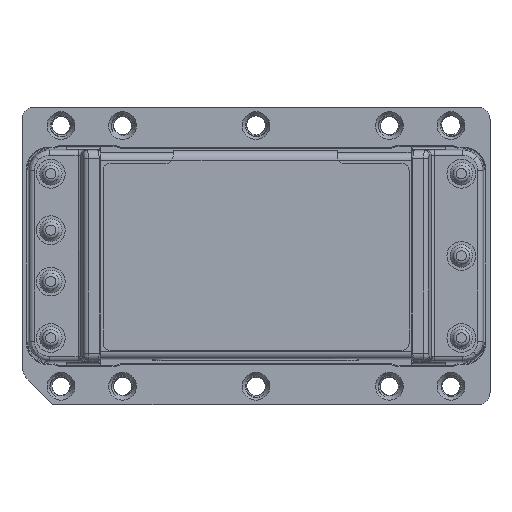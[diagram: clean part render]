
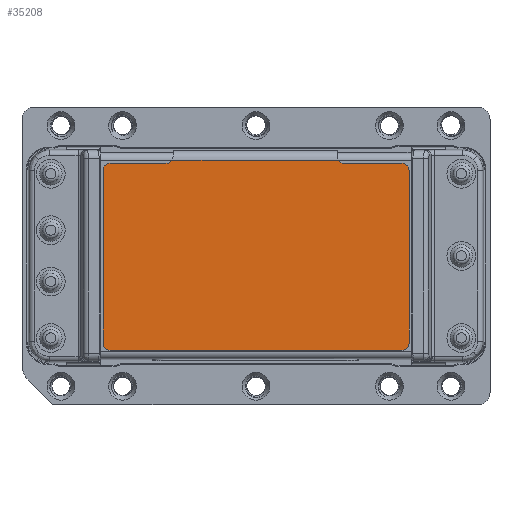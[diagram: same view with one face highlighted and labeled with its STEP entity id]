
A CAD part, top view. The second image highlights one B-rep face of the part: STEP entity #35208.
In plain terms, the highlighted planar face has unit normal (0, 0, 1).
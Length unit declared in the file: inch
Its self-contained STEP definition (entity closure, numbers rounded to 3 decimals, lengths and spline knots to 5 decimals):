
#34605 = EDGE_CURVE ( 'NONE', #34616, #34637, #36272, .T. ) ;
#34616 = VERTEX_POINT ( 'NONE', #36328 ) ;
#34637 = VERTEX_POINT ( 'NONE', #36432 ) ;
#34664 = EDGE_CURVE ( 'NONE', #34714, #34616, #36405, .T. ) ;
#34706 = EDGE_CURVE ( 'NONE', #34715, #34708, #36575, .T. ) ;
#34708 = VERTEX_POINT ( 'NONE', #36529 ) ;
#34714 = VERTEX_POINT ( 'NONE', #36618 ) ;
#34715 = VERTEX_POINT ( 'NONE', #36572 ) ;
#34746 = VERTEX_POINT ( 'NONE', #36592 ) ;
#34815 = EDGE_CURVE ( 'NONE', #34746, #34714, #36458, .T. ) ;
#35012 = VERTEX_POINT ( 'NONE', #37582 ) ;
#35025 = EDGE_CURVE ( 'NONE', #35161, #35073, #37760, .T. ) ;
#35071 = EDGE_CURVE ( 'NONE', #35073, #35012, #37825, .T. ) ;
#35073 = VERTEX_POINT ( 'NONE', #37867 ) ;
#35107 = EDGE_CURVE ( 'NONE', #34708, #35161, #38014, .T. ) ;
#35132 = ORIENTED_EDGE ( 'NONE', *, *, #35254, .T. ) ;
#35161 = VERTEX_POINT ( 'NONE', #38142 ) ;
#35197 = ORIENTED_EDGE ( 'NONE', *, *, #34706, .T. ) ;
#35208 = ADVANCED_FACE ( 'NONE', ( #38394 ), #38499, .T. ) ;
#35210 = ORIENTED_EDGE ( 'NONE', *, *, #35071, .T. ) ;
#35214 = ORIENTED_EDGE ( 'NONE', *, *, #35107, .T. ) ;
#35218 = VERTEX_POINT ( 'NONE', #38444 ) ;
#35222 = ORIENTED_EDGE ( 'NONE', *, *, #35025, .T. ) ;
#35224 = EDGE_CURVE ( 'NONE', #35012, #35275, #38376, .T. ) ;
#35227 = VERTEX_POINT ( 'NONE', #38600 ) ;
#35232 = ORIENTED_EDGE ( 'NONE', *, *, #35224, .T. ) ;
#35236 = EDGE_CURVE ( 'NONE', #35275, #35218, #38568, .T. ) ;
#35240 = ORIENTED_EDGE ( 'NONE', *, *, #34815, .T. ) ;
#35249 = ORIENTED_EDGE ( 'NONE', *, *, #35236, .T. ) ;
#35254 = EDGE_CURVE ( 'NONE', #35218, #35227, #38070, .T. ) ;
#35267 = EDGE_LOOP ( 'NONE', ( #35214, #35222, #35210, #35232, #35249, #35132, #35344, #35240, #35352, #35369, #35346, #35197 ) ) ;
#35275 = VERTEX_POINT ( 'NONE', #38750 ) ;
#35334 = EDGE_CURVE ( 'NONE', #35227, #34746, #39026, .T. ) ;
#35344 = ORIENTED_EDGE ( 'NONE', *, *, #35334, .T. ) ;
#35346 = ORIENTED_EDGE ( 'NONE', *, *, #35363, .T. ) ;
#35352 = ORIENTED_EDGE ( 'NONE', *, *, #34664, .T. ) ;
#35363 = EDGE_CURVE ( 'NONE', #34637, #34715, #38999, .T. ) ;
#35369 = ORIENTED_EDGE ( 'NONE', *, *, #34605, .T. ) ;
#36272 = CIRCLE ( 'NONE', #36376, 0.035 ) ;
#36328 = CARTESIAN_POINT ( 'NONE',  ( -0.22852, 0.85368, -0.02891 ) ) ;
#36353 = DIRECTION ( 'NONE',  ( 0., -1., 0. ) ) ;
#36354 = DIRECTION ( 'NONE',  ( 0., 0., 1. ) ) ;
#36355 = CARTESIAN_POINT ( 'NONE',  ( -0.22852, 0.88868, -0.02891 ) ) ;
#36376 = AXIS2_PLACEMENT_3D ( 'NONE', #36355, #36354, #36353 ) ;
#36389 = DIRECTION ( 'NONE',  ( 0., 0., 1. ) ) ;
#36405 = LINE ( 'NONE', #36495, #36487 ) ;
#36432 = CARTESIAN_POINT ( 'NONE',  ( -0.19352, 0.88868, -0.02891 ) ) ;
#36438 = CARTESIAN_POINT ( 'NONE',  ( -1.64952, 0.88868, -0.02891 ) ) ;
#36451 = DIRECTION ( 'NONE',  ( 0., -1., 0. ) ) ;
#36458 = CIRCLE ( 'NONE', #36465, 0.035 ) ;
#36465 = AXIS2_PLACEMENT_3D ( 'NONE', #36438, #36389, #36451 ) ;
#36486 = DIRECTION ( 'NONE',  ( 1., 0., 0. ) ) ;
#36487 = VECTOR ( 'NONE', #36486, 39.37008 ) ;
#36495 = CARTESIAN_POINT ( 'NONE',  ( -1.64952, 0.85368, -0.02891 ) ) ;
#36515 = CARTESIAN_POINT ( 'NONE',  ( -0.22852, 1.72868, -0.02891 ) ) ;
#36529 = CARTESIAN_POINT ( 'NONE',  ( -0.22852, 1.76368, -0.02891 ) ) ;
#36561 = DIRECTION ( 'NONE',  ( 0., -1., 0. ) ) ;
#36562 = AXIS2_PLACEMENT_3D ( 'NONE', #36515, #36571, #36561 ) ;
#36571 = DIRECTION ( 'NONE',  ( 0., 0., 1. ) ) ;
#36572 = CARTESIAN_POINT ( 'NONE',  ( -0.19352, 1.72868, -0.02891 ) ) ;
#36575 = CIRCLE ( 'NONE', #36562, 0.035 ) ;
#36592 = CARTESIAN_POINT ( 'NONE',  ( -1.68452, 0.88868, -0.02891 ) ) ;
#36618 = CARTESIAN_POINT ( 'NONE',  ( -1.64952, 0.85368, -0.02891 ) ) ;
#37582 = CARTESIAN_POINT ( 'NONE',  ( -1.34873, 1.7803, -0.02891 ) ) ;
#37756 = CARTESIAN_POINT ( 'NONE',  ( -0.50852, 1.79868, -0.02891 ) ) ;
#37760 = CIRCLE ( 'NONE', #37796, 0.035 ) ;
#37775 = DIRECTION ( 'NONE',  ( 0., 0., -1. ) ) ;
#37792 = DIRECTION ( 'NONE',  ( 0., 1., 0. ) ) ;
#37796 = AXIS2_PLACEMENT_3D ( 'NONE', #37756, #37775, #37792 ) ;
#37824 = CARTESIAN_POINT ( 'NONE',  ( -1.64952, 1.7803, -0.02891 ) ) ;
#37825 = LINE ( 'NONE', #37824, #37931 ) ;
#37867 = CARTESIAN_POINT ( 'NONE',  ( -0.53831, 1.7803, -0.02891 ) ) ;
#37930 = DIRECTION ( 'NONE',  ( -1., 0., 0. ) ) ;
#37931 = VECTOR ( 'NONE', #37930, 39.37008 ) ;
#38004 = DIRECTION ( 'NONE',  ( -1., 0., 0. ) ) ;
#38006 = VECTOR ( 'NONE', #38004, 39.37008 ) ;
#38007 = CARTESIAN_POINT ( 'NONE',  ( -1.64952, 1.76368, -0.02891 ) ) ;
#38014 = LINE ( 'NONE', #38007, #38006 ) ;
#38070 = CIRCLE ( 'NONE', #38114, 0.035 ) ;
#38110 = DIRECTION ( 'NONE',  ( 0., -1., 0. ) ) ;
#38111 = DIRECTION ( 'NONE',  ( 0., 0., 1. ) ) ;
#38113 = CARTESIAN_POINT ( 'NONE',  ( -1.64952, 1.72868, -0.02891 ) ) ;
#38114 = AXIS2_PLACEMENT_3D ( 'NONE', #38113, #38111, #38110 ) ;
#38142 = CARTESIAN_POINT ( 'NONE',  ( -0.50852, 1.76368, -0.02891 ) ) ;
#38310 = AXIS2_PLACEMENT_3D ( 'NONE', #38597, #38595, #38593 ) ;
#38376 = CIRCLE ( 'NONE', #38582, 0.035 ) ;
#38394 = FACE_OUTER_BOUND ( 'NONE', #35267, .T. ) ;
#38444 = CARTESIAN_POINT ( 'NONE',  ( -1.64952, 1.76368, -0.02891 ) ) ;
#38499 = PLANE ( 'NONE',  #38310 ) ;
#38539 = DIRECTION ( 'NONE',  ( -1., 0., 0. ) ) ;
#38541 = VECTOR ( 'NONE', #38539, 39.37008 ) ;
#38557 = CARTESIAN_POINT ( 'NONE',  ( -1.64952, 1.76368, -0.02891 ) ) ;
#38568 = LINE ( 'NONE', #38557, #38541 ) ;
#38578 = DIRECTION ( 'NONE',  ( 0., 1., 0. ) ) ;
#38580 = DIRECTION ( 'NONE',  ( 0., 0., -1. ) ) ;
#38582 = AXIS2_PLACEMENT_3D ( 'NONE', #38598, #38580, #38578 ) ;
#38593 = DIRECTION ( 'NONE',  ( 0., -1., 0. ) ) ;
#38595 = DIRECTION ( 'NONE',  ( 0., 0., 1. ) ) ;
#38597 = CARTESIAN_POINT ( 'NONE',  ( -1.64952, 1.72868, -0.02891 ) ) ;
#38598 = CARTESIAN_POINT ( 'NONE',  ( -1.37852, 1.79868, -0.02891 ) ) ;
#38600 = CARTESIAN_POINT ( 'NONE',  ( -1.68452, 1.72868, -0.02891 ) ) ;
#38750 = CARTESIAN_POINT ( 'NONE',  ( -1.37852, 1.76368, -0.02891 ) ) ;
#38994 = DIRECTION ( 'NONE',  ( 0., 1., 0. ) ) ;
#38996 = VECTOR ( 'NONE', #38994, 39.37008 ) ;
#38998 = CARTESIAN_POINT ( 'NONE',  ( -0.19352, 1.72868, -0.02891 ) ) ;
#38999 = LINE ( 'NONE', #38998, #38996 ) ;
#39023 = DIRECTION ( 'NONE',  ( 0., -1., 0. ) ) ;
#39024 = VECTOR ( 'NONE', #39023, 39.37008 ) ;
#39025 = CARTESIAN_POINT ( 'NONE',  ( -1.68452, 1.72868, -0.02891 ) ) ;
#39026 = LINE ( 'NONE', #39025, #39024 ) ;
